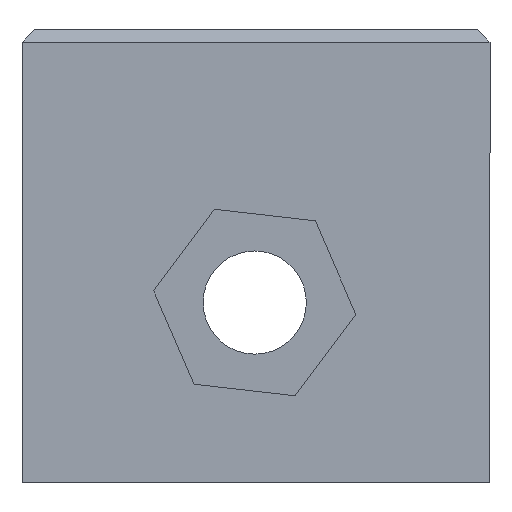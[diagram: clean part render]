
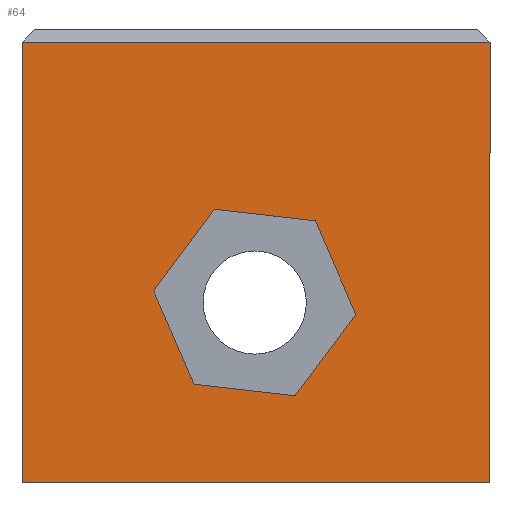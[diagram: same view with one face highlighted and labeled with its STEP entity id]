
A CAD part, front view. The second image highlights one B-rep face of the part: STEP entity #64.
In plain terms, the highlighted planar face has unit normal (0, -1, 0).
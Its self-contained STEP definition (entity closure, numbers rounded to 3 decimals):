
#1 = CARTESIAN_POINT ( 'NONE',  ( 0., 0., 17.5 ) ) ;
#4 = VECTOR ( 'NONE', #344, 1000. ) ;
#8 = VECTOR ( 'NONE', #207, 1000. ) ;
#12 = VERTEX_POINT ( 'NONE', #249 ) ;
#20 = ORIENTED_EDGE ( 'NONE', *, *, #112, .F. ) ;
#32 = LINE ( 'NONE', #161, #4 ) ;
#64 = ADVANCED_FACE ( 'NONE', ( #546, #806 ), #615, .F. ) ;
#69 = CARTESIAN_POINT ( 'NONE',  ( 7.64, 0., 10.857 ) ) ;
#72 = VERTEX_POINT ( 'NONE', #253 ) ;
#73 = CARTESIAN_POINT ( 'NONE',  ( 18.6, 0., 0. ) ) ;
#75 = VERTEX_POINT ( 'NONE', #191 ) ;
#88 = VECTOR ( 'NONE', #535, 1000. ) ;
#92 = EDGE_CURVE ( 'NONE', #770, #687, #150, .T. ) ;
#100 = LINE ( 'NONE', #481, #88 ) ;
#106 = CARTESIAN_POINT ( 'NONE',  ( 0., 0., 0. ) ) ;
#112 = EDGE_CURVE ( 'NONE', #72, #549, #286, .T. ) ;
#122 = CARTESIAN_POINT ( 'NONE',  ( 0., 0., 0. ) ) ;
#126 = EDGE_CURVE ( 'NONE', #214, #339, #32, .T. ) ;
#132 = CARTESIAN_POINT ( 'NONE',  ( 5.235, 0., 7.609 ) ) ;
#149 = EDGE_LOOP ( 'NONE', ( #462, #576, #575, #640, #605, #263 ) ) ;
#150 = LINE ( 'NONE', #584, #624 ) ;
#152 = VECTOR ( 'NONE', #438, 1000. ) ;
#161 = CARTESIAN_POINT ( 'NONE',  ( 13.265, 0., 6.691 ) ) ;
#166 = CARTESIAN_POINT ( 'NONE',  ( 5.235, 0., 7.609 ) ) ;
#179 = ORIENTED_EDGE ( 'NONE', *, *, #616, .F. ) ;
#191 = CARTESIAN_POINT ( 'NONE',  ( 7.64, 0., 10.857 ) ) ;
#207 = DIRECTION ( 'NONE',  ( -0.994, 0., 0.114 ) ) ;
#214 = VERTEX_POINT ( 'NONE', #516 ) ;
#219 = VECTOR ( 'NONE', #683, 1000. ) ;
#245 = ORIENTED_EDGE ( 'NONE', *, *, #724, .T. ) ;
#249 = CARTESIAN_POINT ( 'NONE',  ( 6.845, 0., 3.902 ) ) ;
#253 = CARTESIAN_POINT ( 'NONE',  ( 0., 0., 0. ) ) ;
#257 = DIRECTION ( 'NONE',  ( -1., 0., 0. ) ) ;
#258 = VECTOR ( 'NONE', #257, 1000. ) ;
#263 = ORIENTED_EDGE ( 'NONE', *, *, #715, .F. ) ;
#264 = LINE ( 'NONE', #324, #394 ) ;
#268 = CARTESIAN_POINT ( 'NONE',  ( 18.6, 0., 17.5 ) ) ;
#286 = LINE ( 'NONE', #404, #665 ) ;
#320 = CARTESIAN_POINT ( 'NONE',  ( 10.86, 0., 3.443 ) ) ;
#321 = LINE ( 'NONE', #69, #501 ) ;
#324 = CARTESIAN_POINT ( 'NONE',  ( 0., 0., 17.5 ) ) ;
#327 = VERTEX_POINT ( 'NONE', #166 ) ;
#339 = VERTEX_POINT ( 'NONE', #416 ) ;
#344 = DIRECTION ( 'NONE',  ( -0.398, 0., 0.917 ) ) ;
#358 = DIRECTION ( 'NONE',  ( 0., 1., 0. ) ) ;
#360 = ORIENTED_EDGE ( 'NONE', *, *, #92, .F. ) ;
#386 = EDGE_CURVE ( 'NONE', #12, #667, #100, .T. ) ;
#394 = VECTOR ( 'NONE', #754, 1000. ) ;
#404 = CARTESIAN_POINT ( 'NONE',  ( 0., 0., 0. ) ) ;
#416 = CARTESIAN_POINT ( 'NONE',  ( 11.655, 0., 10.398 ) ) ;
#438 = DIRECTION ( 'NONE',  ( 0.398, 0., -0.917 ) ) ;
#450 = LINE ( 'NONE', #631, #8 ) ;
#462 = ORIENTED_EDGE ( 'NONE', *, *, #126, .F. ) ;
#481 = CARTESIAN_POINT ( 'NONE',  ( 6.845, 0., 3.902 ) ) ;
#495 = LINE ( 'NONE', #132, #152 ) ;
#501 = VECTOR ( 'NONE', #759, 1000. ) ;
#516 = CARTESIAN_POINT ( 'NONE',  ( 13.265, 0., 6.691 ) ) ;
#528 = DIRECTION ( 'NONE',  ( 0., 0., 1. ) ) ;
#531 = EDGE_LOOP ( 'NONE', ( #360, #245, #20, #179 ) ) ;
#535 = DIRECTION ( 'NONE',  ( 0.994, 0., -0.114 ) ) ;
#546 = FACE_BOUND ( 'NONE', #149, .T. ) ;
#549 = VERTEX_POINT ( 'NONE', #1 ) ;
#563 = EDGE_CURVE ( 'NONE', #327, #12, #495, .T. ) ;
#575 = ORIENTED_EDGE ( 'NONE', *, *, #386, .F. ) ;
#576 = ORIENTED_EDGE ( 'NONE', *, *, #628, .F. ) ;
#584 = CARTESIAN_POINT ( 'NONE',  ( 18.6, 0., 0. ) ) ;
#605 = ORIENTED_EDGE ( 'NONE', *, *, #741, .F. ) ;
#612 = DIRECTION ( 'NONE',  ( 0., 0., 1. ) ) ;
#615 = PLANE ( 'NONE',  #766 ) ;
#616 = EDGE_CURVE ( 'NONE', #687, #72, #688, .T. ) ;
#624 = VECTOR ( 'NONE', #641, 1000. ) ;
#628 = EDGE_CURVE ( 'NONE', #667, #214, #749, .T. ) ;
#631 = CARTESIAN_POINT ( 'NONE',  ( 11.655, 0., 10.398 ) ) ;
#640 = ORIENTED_EDGE ( 'NONE', *, *, #563, .F. ) ;
#641 = DIRECTION ( 'NONE',  ( 0., 0., -1. ) ) ;
#665 = VECTOR ( 'NONE', #528, 1000. ) ;
#667 = VERTEX_POINT ( 'NONE', #680 ) ;
#680 = CARTESIAN_POINT ( 'NONE',  ( 10.86, 0., 3.443 ) ) ;
#683 = DIRECTION ( 'NONE',  ( 0.595, 0., 0.804 ) ) ;
#687 = VERTEX_POINT ( 'NONE', #73 ) ;
#688 = LINE ( 'NONE', #122, #258 ) ;
#715 = EDGE_CURVE ( 'NONE', #339, #75, #450, .T. ) ;
#724 = EDGE_CURVE ( 'NONE', #770, #549, #264, .T. ) ;
#741 = EDGE_CURVE ( 'NONE', #75, #327, #321, .T. ) ;
#749 = LINE ( 'NONE', #320, #219 ) ;
#754 = DIRECTION ( 'NONE',  ( -1., 0., 0. ) ) ;
#759 = DIRECTION ( 'NONE',  ( -0.595, 0., -0.804 ) ) ;
#766 = AXIS2_PLACEMENT_3D ( 'NONE', #106, #358, #612 ) ;
#770 = VERTEX_POINT ( 'NONE', #268 ) ;
#806 = FACE_OUTER_BOUND ( 'NONE', #531, .T. ) ;
